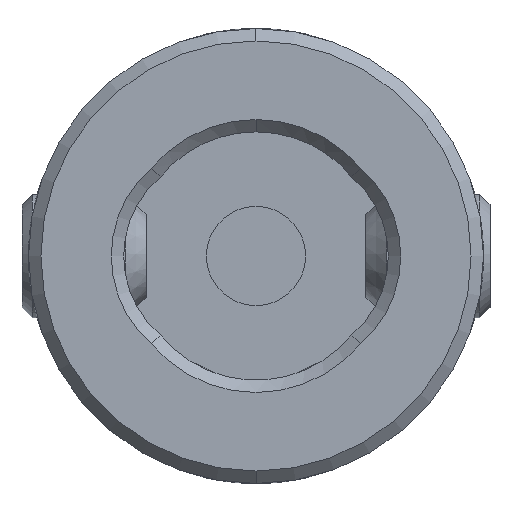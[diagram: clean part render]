
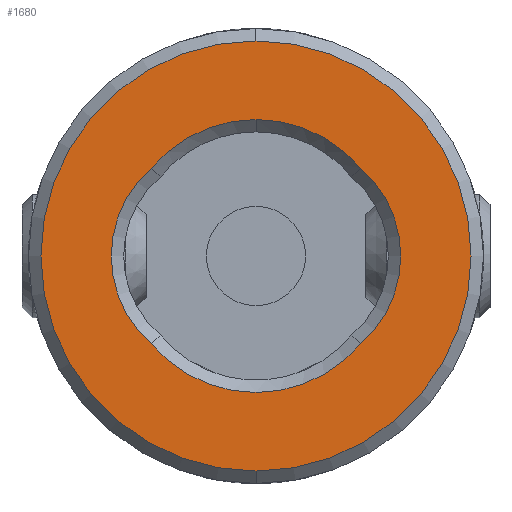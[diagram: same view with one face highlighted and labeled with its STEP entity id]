
A CAD part, left-side view. The second image highlights one B-rep face of the part: STEP entity #1680.
In plain terms, the highlighted planar face has unit normal (-1, 0, 0).
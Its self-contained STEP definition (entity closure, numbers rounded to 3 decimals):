
#39 = DIRECTION ( 'NONE',  ( 1., 0., 0. ) ) ;
#103 = EDGE_LOOP ( 'NONE', ( #303, #7500, #6047, #6051, #6634 ) ) ;
#157 = FACE_OUTER_BOUND ( 'NONE', #7913, .T. ) ;
#285 = EDGE_CURVE ( 'NONE', #585, #6149, #3974, .T. ) ;
#303 = ORIENTED_EDGE ( 'NONE', *, *, #2696, .T. ) ;
#503 = DIRECTION ( 'NONE',  ( 1., 0., 0. ) ) ;
#570 = CARTESIAN_POINT ( 'NONE',  ( 0., 0., 0. ) ) ;
#585 = VERTEX_POINT ( 'NONE', #5879 ) ;
#878 = CARTESIAN_POINT ( 'NONE',  ( 0., 2.529, 2.12 ) ) ;
#1104 = CARTESIAN_POINT ( 'NONE',  ( 0., -0.7, 0. ) ) ;
#1153 = DIRECTION ( 'NONE',  ( 1., 0., 0. ) ) ;
#1391 = CARTESIAN_POINT ( 'NONE',  ( 0., 0., 0. ) ) ;
#1628 = CARTESIAN_POINT ( 'NONE',  ( 0., 0., 3.3 ) ) ;
#1680 = ADVANCED_FACE ( 'NONE', ( #6715, #157 ), #4759, .F. ) ;
#1766 = EDGE_CURVE ( 'NONE', #6335, #4426, #4008, .T. ) ;
#1774 = VERTEX_POINT ( 'NONE', #878 ) ;
#2021 = EDGE_CURVE ( 'NONE', #2638, #7496, #3430, .T. ) ;
#2137 = CIRCLE ( 'NONE', #8142, 2.8 ) ;
#2460 = DIRECTION ( 'NONE',  ( -1., 0., 0. ) ) ;
#2491 = DIRECTION ( 'NONE',  ( 0., 0., -1. ) ) ;
#2511 = CARTESIAN_POINT ( 'NONE',  ( 0., 0., -5.2 ) ) ;
#2638 = VERTEX_POINT ( 'NONE', #6281 ) ;
#2696 = EDGE_CURVE ( 'NONE', #7496, #1774, #2137, .T. ) ;
#2771 = DIRECTION ( 'NONE',  ( 0., 0., -1. ) ) ;
#2875 = AXIS2_PLACEMENT_3D ( 'NONE', #1104, #1153, #6853 ) ;
#2924 = EDGE_CURVE ( 'NONE', #6149, #585, #7992, .T. ) ;
#3164 = AXIS2_PLACEMENT_3D ( 'NONE', #4779, #4747, #5412 ) ;
#3235 = ORIENTED_EDGE ( 'NONE', *, *, #2924, .T. ) ;
#3430 = CIRCLE ( 'NONE', #4786, 3.3 ) ;
#3445 = DIRECTION ( 'NONE',  ( 1., 0., 0. ) ) ;
#3502 = DIRECTION ( 'NONE',  ( 0., 0., -1. ) ) ;
#3765 = CARTESIAN_POINT ( 'NONE',  ( 0., 0.7, 0. ) ) ;
#3888 = AXIS2_PLACEMENT_3D ( 'NONE', #7311, #6704, #3502 ) ;
#3943 = DIRECTION ( 'NONE',  ( 1., 0., 0. ) ) ;
#3974 = CIRCLE ( 'NONE', #4441, 5.2 ) ;
#4008 = CIRCLE ( 'NONE', #7626, 3.3 ) ;
#4426 = VERTEX_POINT ( 'NONE', #4653 ) ;
#4441 = AXIS2_PLACEMENT_3D ( 'NONE', #6272, #2460, #6898 ) ;
#4653 = CARTESIAN_POINT ( 'NONE',  ( 0., -2.529, 2.12 ) ) ;
#4747 = DIRECTION ( 'NONE',  ( -1., 0., 0. ) ) ;
#4759 = PLANE ( 'NONE',  #3888 ) ;
#4779 = CARTESIAN_POINT ( 'NONE',  ( 0., 0., 0. ) ) ;
#4786 = AXIS2_PLACEMENT_3D ( 'NONE', #5999, #3445, #7881 ) ;
#4999 = AXIS2_PLACEMENT_3D ( 'NONE', #570, #503, #7486 ) ;
#5412 = DIRECTION ( 'NONE',  ( 0., 0., -1. ) ) ;
#5434 = CIRCLE ( 'NONE', #4999, 3.3 ) ;
#5845 = EDGE_CURVE ( 'NONE', #1774, #6335, #5434, .T. ) ;
#5879 = CARTESIAN_POINT ( 'NONE',  ( 0., 0., 5.2 ) ) ;
#5989 = EDGE_CURVE ( 'NONE', #4426, #2638, #6807, .T. ) ;
#5999 = CARTESIAN_POINT ( 'NONE',  ( 0., 0., 0. ) ) ;
#6047 = ORIENTED_EDGE ( 'NONE', *, *, #1766, .T. ) ;
#6051 = ORIENTED_EDGE ( 'NONE', *, *, #5989, .T. ) ;
#6149 = VERTEX_POINT ( 'NONE', #2511 ) ;
#6272 = CARTESIAN_POINT ( 'NONE',  ( 0., 0., 0. ) ) ;
#6281 = CARTESIAN_POINT ( 'NONE',  ( 0., -2.529, -2.12 ) ) ;
#6335 = VERTEX_POINT ( 'NONE', #1628 ) ;
#6578 = CARTESIAN_POINT ( 'NONE',  ( 0., 2.529, -2.12 ) ) ;
#6634 = ORIENTED_EDGE ( 'NONE', *, *, #2021, .T. ) ;
#6704 = DIRECTION ( 'NONE',  ( 1., 0., 0. ) ) ;
#6715 = FACE_BOUND ( 'NONE', #103, .T. ) ;
#6807 = CIRCLE ( 'NONE', #2875, 2.8 ) ;
#6853 = DIRECTION ( 'NONE',  ( 0., 0., -1. ) ) ;
#6898 = DIRECTION ( 'NONE',  ( 0., 0., -1. ) ) ;
#7311 = CARTESIAN_POINT ( 'NONE',  ( 0., 0., 0. ) ) ;
#7486 = DIRECTION ( 'NONE',  ( 0., 0., -1. ) ) ;
#7496 = VERTEX_POINT ( 'NONE', #6578 ) ;
#7497 = ORIENTED_EDGE ( 'NONE', *, *, #285, .T. ) ;
#7500 = ORIENTED_EDGE ( 'NONE', *, *, #5845, .T. ) ;
#7626 = AXIS2_PLACEMENT_3D ( 'NONE', #1391, #3943, #2771 ) ;
#7881 = DIRECTION ( 'NONE',  ( 0., 0., -1. ) ) ;
#7913 = EDGE_LOOP ( 'NONE', ( #3235, #7497 ) ) ;
#7992 = CIRCLE ( 'NONE', #3164, 5.2 ) ;
#8142 = AXIS2_PLACEMENT_3D ( 'NONE', #3765, #39, #2491 ) ;
